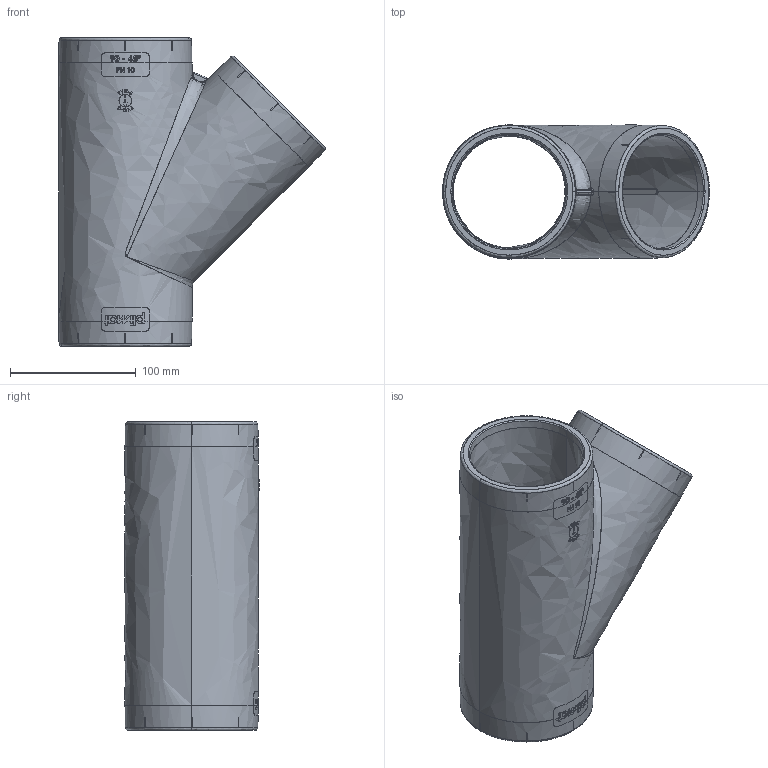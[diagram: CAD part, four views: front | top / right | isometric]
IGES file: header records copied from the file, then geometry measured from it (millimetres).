
Start section: SolidWorks IGES file using NURBS representation for surfaces
Global section: file name: 01 05 1344 090.IGS; native system: SolidWorks 2018; preprocessor: SolidWorks 2018; author: utilizador; date: 180419.143823; units: millimetre
Bounding box: 212 x 106.6 x 245 mm (x, y, z)
Surface area: 208699 mm2 (no closed solid volume)
Topology: 0 solids, 0 shells, 647 faces, 7971 edges, 7967 vertices
Faces by surface type: bspline 647
